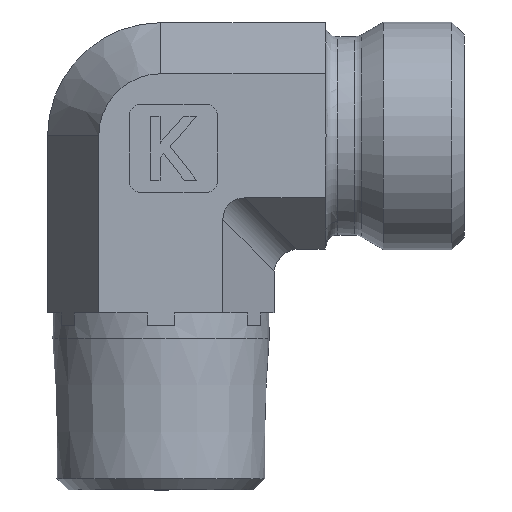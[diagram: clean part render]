
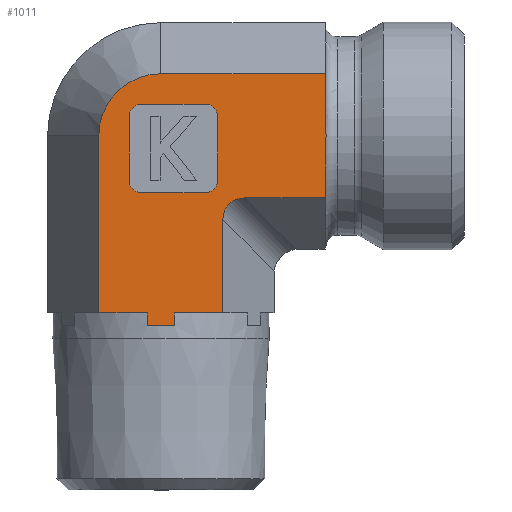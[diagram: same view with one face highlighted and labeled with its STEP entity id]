
A CAD part, left-side view. The second image highlights one B-rep face of the part: STEP entity #1011.
In plain terms, the highlighted planar face has unit normal (-1, 0, 0).
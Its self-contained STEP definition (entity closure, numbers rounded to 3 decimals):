
#515=CARTESIAN_POINT('',(-27.685,8.487,1.));
#516=VERTEX_POINT('',#515);
#517=CARTESIAN_POINT('',(-27.685,4.636,1.));
#518=VERTEX_POINT('',#517);
#519=CARTESIAN_POINT('',(-27.685,8.487,1.));
#520=DIRECTION('',(0.0,-1.0,0.0));
#521=VECTOR('',#520,3.85);
#522=LINE('',#519,#521);
#523=EDGE_CURVE('',#516,#518,#522,.T.);
#583=CARTESIAN_POINT('',(-27.685,14.451,1.));
#584=VERTEX_POINT('',#583);
#591=CARTESIAN_POINT('',(-27.685,10.601,1.));
#592=VERTEX_POINT('',#591);
#600=CARTESIAN_POINT('',(-27.685,14.451,1.));
#601=DIRECTION('',(0.0,-1.0,0.0));
#602=VECTOR('',#601,3.85);
#603=LINE('',#600,#602);
#604=EDGE_CURVE('',#584,#592,#603,.T.);
#732=CARTESIAN_POINT('',(-27.685,8.487,0.0));
#733=VERTEX_POINT('',#732);
#734=CARTESIAN_POINT('',(-27.685,8.487,0.0));
#735=DIRECTION('',(0.0,0.0,1.0));
#736=VECTOR('',#735,1.);
#737=LINE('',#734,#736);
#738=EDGE_CURVE('',#733,#516,#737,.T.);
#740=CARTESIAN_POINT('',(-27.685,10.601,0.0));
#741=VERTEX_POINT('',#740);
#749=CARTESIAN_POINT('',(-27.685,10.601,1.));
#750=DIRECTION('',(0.0,0.0,-1.0));
#751=VECTOR('',#750,1.);
#752=LINE('',#749,#751);
#753=EDGE_CURVE('',#592,#741,#752,.T.);
#811=CARTESIAN_POINT('',(-27.685,10.601,0.0));
#812=DIRECTION('',(0.0,-1.0,0.0));
#813=VECTOR('',#812,2.114);
#814=LINE('',#811,#813);
#815=EDGE_CURVE('',#741,#733,#814,.T.);
#850=CARTESIAN_POINT('',(-27.685,4.636,0.0));
#851=DIRECTION('',(-1.0,0.0,0.0));
#852=DIRECTION('',(0.0,0.0,1.0));
#853=AXIS2_PLACEMENT_3D('',#850,#851,#852);
#854=PLANE('',#853);
#855=ORIENTED_EDGE('',*,*,#604,.T.);
#856=ORIENTED_EDGE('',*,*,#753,.T.);
#857=ORIENTED_EDGE('',*,*,#815,.T.);
#858=ORIENTED_EDGE('',*,*,#738,.T.);
#859=ORIENTED_EDGE('',*,*,#523,.T.);
#860=CARTESIAN_POINT('',(-27.685,4.636,8.36));
#861=VERTEX_POINT('',#860);
#862=CARTESIAN_POINT('',(-27.685,4.636,1.));
#863=DIRECTION('',(0.0,0.0,1.0));
#864=VECTOR('',#863,7.36);
#865=LINE('',#862,#864);
#866=EDGE_CURVE('',#518,#861,#865,.T.);
#867=ORIENTED_EDGE('',*,*,#866,.T.);
#868=CARTESIAN_POINT('',(-27.685,2.904,10.093));
#869=VERTEX_POINT('',#868);
#870=CARTESIAN_POINT('',(-27.685,2.327,7.783));
#871=DIRECTION('',(-1.0,0.0,0.0));
#872=DIRECTION('',(0.0,0.707,0.707));
#873=AXIS2_PLACEMENT_3D('',#870,#871,#872);
#874=ELLIPSE('',#873,2.582,2.0);
#875=EDGE_CURVE('',#869,#861,#874,.T.);
#876=ORIENTED_EDGE('',*,*,#875,.F.);
#877=CARTESIAN_POINT('',(-27.685,-3.456,10.093));
#878=VERTEX_POINT('',#877);
#879=CARTESIAN_POINT('',(-27.685,2.904,10.093));
#880=DIRECTION('',(0.0,-1.0,0.0));
#881=VECTOR('',#880,6.36);
#882=LINE('',#879,#881);
#883=EDGE_CURVE('',#869,#878,#882,.T.);
#884=ORIENTED_EDGE('',*,*,#883,.T.);
#885=CARTESIAN_POINT('',(-27.685,-3.456,12.536));
#886=VERTEX_POINT('',#885);
#887=CARTESIAN_POINT('',(-27.685,-3.456,10.093));
#888=DIRECTION('',(0.0,0.0,1.0));
#889=VECTOR('',#888,2.443);
#890=LINE('',#887,#889);
#891=EDGE_CURVE('',#878,#886,#890,.T.);
#892=ORIENTED_EDGE('',*,*,#891,.T.);
#893=CARTESIAN_POINT('',(-27.685,-3.456,17.464));
#894=VERTEX_POINT('',#893);
#895=CARTESIAN_POINT('',(-27.685,-3.456,12.536));
#896=CARTESIAN_POINT('',(-27.685,-3.456,12.769));
#897=CARTESIAN_POINT('',(-27.685,-3.464,13.048));
#898=CARTESIAN_POINT('',(-27.685,-3.491,13.818));
#899=CARTESIAN_POINT('',(-27.685,-3.519,14.462));
#900=CARTESIAN_POINT('',(-27.685,-3.519,15.538));
#901=CARTESIAN_POINT('',(-27.685,-3.491,16.182));
#902=CARTESIAN_POINT('',(-27.685,-3.464,16.952));
#903=CARTESIAN_POINT('',(-27.685,-3.456,17.231));
#904=CARTESIAN_POINT('',(-27.685,-3.456,17.464));
#905=B_SPLINE_CURVE_WITH_KNOTS('',3,(#895,#896,#897,#898,#899,#900,#901,#902,#903,#904),.UNSPECIFIED.,.F.,.U.,(4,2,2,2,4),(0.782,0.852,1.013,1.174,1.244),.UNSPECIFIED.);
#906=EDGE_CURVE('',#886,#894,#905,.T.);
#907=ORIENTED_EDGE('',*,*,#906,.T.);
#908=CARTESIAN_POINT('',(-27.685,-3.456,19.907));
#909=VERTEX_POINT('',#908);
#910=CARTESIAN_POINT('',(-27.685,-3.456,17.464));
#911=DIRECTION('',(0.0,0.0,1.0));
#912=VECTOR('',#911,2.443);
#913=LINE('',#910,#912);
#914=EDGE_CURVE('',#894,#909,#913,.T.);
#915=ORIENTED_EDGE('',*,*,#914,.T.);
#916=CARTESIAN_POINT('',(-27.685,9.544,19.907));
#917=VERTEX_POINT('',#916);
#918=CARTESIAN_POINT('',(-27.685,9.544,19.907));
#919=DIRECTION('',(0.0,-1.0,0.0));
#920=VECTOR('',#919,13.0);
#921=LINE('',#918,#920);
#922=EDGE_CURVE('',#917,#909,#921,.T.);
#923=ORIENTED_EDGE('',*,*,#922,.F.);
#924=CARTESIAN_POINT('',(-27.685,14.451,15.));
#925=VERTEX_POINT('',#924);
#926=CARTESIAN_POINT('',(-27.685,9.544,15.));
#927=DIRECTION('',(-1.0,0.0,0.0));
#928=DIRECTION('',(0.0,0.0,1.0));
#929=AXIS2_PLACEMENT_3D('',#926,#927,#928);
#930=CIRCLE('',#929,4.907);
#931=EDGE_CURVE('',#917,#925,#930,.T.);
#932=ORIENTED_EDGE('',*,*,#931,.T.);
#933=CARTESIAN_POINT('',(-27.685,14.451,1.));
#934=DIRECTION('',(0.0,0.0,1.0));
#935=VECTOR('',#934,14.);
#936=LINE('',#933,#935);
#937=EDGE_CURVE('',#584,#925,#936,.T.);
#938=ORIENTED_EDGE('',*,*,#937,.F.);
#939=EDGE_LOOP('',(#855,#856,#857,#858,#859,#867,#876,#884,#892,#907,#915,#923,#932,#938));
#940=FACE_OUTER_BOUND('',#939,.T.);
#941=CARTESIAN_POINT('',(-27.685,6.044,10.5));
#942=VERTEX_POINT('',#941);
#943=CARTESIAN_POINT('',(-27.685,11.044,10.5));
#944=VERTEX_POINT('',#943);
#945=CARTESIAN_POINT('',(-27.685,6.044,10.5));
#946=DIRECTION('',(0.0,1.0,0.0));
#947=VECTOR('',#946,5.);
#948=LINE('',#945,#947);
#949=EDGE_CURVE('',#942,#944,#948,.T.);
#950=ORIENTED_EDGE('',*,*,#949,.T.);
#951=CARTESIAN_POINT('',(-27.685,12.044,11.5));
#952=VERTEX_POINT('',#951);
#953=CARTESIAN_POINT('',(-27.685,11.044,11.5));
#954=DIRECTION('',(-1.0,0.0,0.0));
#955=DIRECTION('',(0.0,0.707,-0.707));
#956=AXIS2_PLACEMENT_3D('',#953,#954,#955);
#957=CIRCLE('',#956,1.0);
#958=EDGE_CURVE('',#952,#944,#957,.T.);
#959=ORIENTED_EDGE('',*,*,#958,.F.);
#960=CARTESIAN_POINT('',(-27.685,12.044,16.5));
#961=VERTEX_POINT('',#960);
#962=CARTESIAN_POINT('',(-27.685,12.044,11.5));
#963=DIRECTION('',(0.0,0.0,1.0));
#964=VECTOR('',#963,5.0);
#965=LINE('',#962,#964);
#966=EDGE_CURVE('',#952,#961,#965,.T.);
#967=ORIENTED_EDGE('',*,*,#966,.T.);
#968=CARTESIAN_POINT('',(-27.685,11.044,17.5));
#969=VERTEX_POINT('',#968);
#970=CARTESIAN_POINT('',(-27.685,11.044,16.5));
#971=DIRECTION('',(-1.0,0.0,0.0));
#972=DIRECTION('',(0.0,0.707,0.707));
#973=AXIS2_PLACEMENT_3D('',#970,#971,#972);
#974=CIRCLE('',#973,1.0);
#975=EDGE_CURVE('',#969,#961,#974,.T.);
#976=ORIENTED_EDGE('',*,*,#975,.F.);
#977=CARTESIAN_POINT('',(-27.685,6.044,17.5));
#978=VERTEX_POINT('',#977);
#979=CARTESIAN_POINT('',(-27.685,11.044,17.5));
#980=DIRECTION('',(0.0,-1.0,0.0));
#981=VECTOR('',#980,5.0);
#982=LINE('',#979,#981);
#983=EDGE_CURVE('',#969,#978,#982,.T.);
#984=ORIENTED_EDGE('',*,*,#983,.T.);
#985=CARTESIAN_POINT('',(-27.685,5.044,16.5));
#986=VERTEX_POINT('',#985);
#987=CARTESIAN_POINT('',(-27.685,6.044,16.5));
#988=DIRECTION('',(-1.0,0.0,0.0));
#989=DIRECTION('',(0.0,-0.707,0.707));
#990=AXIS2_PLACEMENT_3D('',#987,#988,#989);
#991=CIRCLE('',#990,1.0);
#992=EDGE_CURVE('',#986,#978,#991,.T.);
#993=ORIENTED_EDGE('',*,*,#992,.F.);
#994=CARTESIAN_POINT('',(-27.685,5.044,11.5));
#995=VERTEX_POINT('',#994);
#996=CARTESIAN_POINT('',(-27.685,5.044,16.5));
#997=DIRECTION('',(0.0,0.0,-1.0));
#998=VECTOR('',#997,5.);
#999=LINE('',#996,#998);
#1000=EDGE_CURVE('',#986,#995,#999,.T.);
#1001=ORIENTED_EDGE('',*,*,#1000,.T.);
#1002=CARTESIAN_POINT('',(-27.685,6.044,11.5));
#1003=DIRECTION('',(-1.0,0.0,0.0));
#1004=DIRECTION('',(0.0,-0.707,-0.707));
#1005=AXIS2_PLACEMENT_3D('',#1002,#1003,#1004);
#1006=CIRCLE('',#1005,1.0);
#1007=EDGE_CURVE('',#942,#995,#1006,.T.);
#1008=ORIENTED_EDGE('',*,*,#1007,.F.);
#1009=EDGE_LOOP('',(#950,#959,#967,#976,#984,#993,#1001,#1008));
#1010=FACE_BOUND('',#1009,.T.);
#1011=ADVANCED_FACE('',(#940,#1010),#854,.T.);
